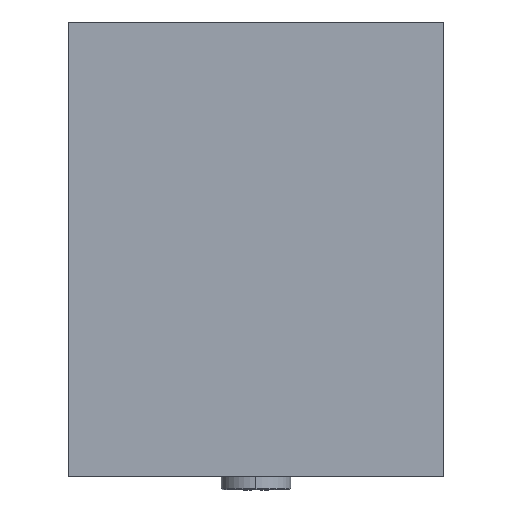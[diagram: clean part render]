
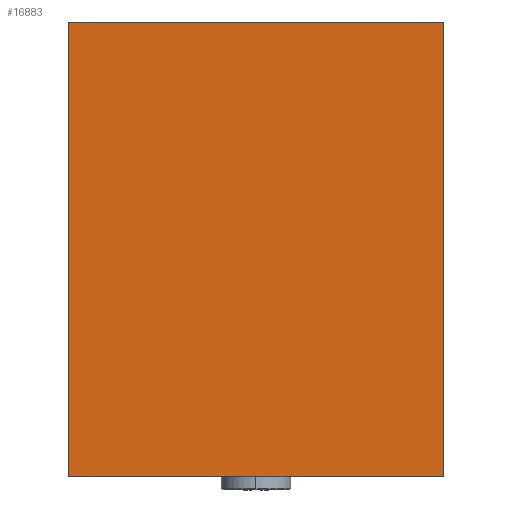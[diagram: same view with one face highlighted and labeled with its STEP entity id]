
A CAD part, left-side view. The second image highlights one B-rep face of the part: STEP entity #16883.
In plain terms, the highlighted face is planar.
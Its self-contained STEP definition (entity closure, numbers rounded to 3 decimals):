
#646 = ORIENTED_EDGE ( 'NONE', *, *, #21093, .T. ) ;
#938 = VERTEX_POINT ( 'NONE', #3357 ) ;
#1719 = LINE ( 'NONE', #15178, #38253 ) ;
#1838 = LINE ( 'NONE', #29895, #10386 ) ;
#2413 = VECTOR ( 'NONE', #37232, 1000. ) ;
#2901 = AXIS2_PLACEMENT_3D ( 'NONE', #37639, #6924, #20625 ) ;
#3357 = CARTESIAN_POINT ( 'NONE',  ( 205., 70., -84.7 ) ) ;
#4325 = VECTOR ( 'NONE', #37298, 1000. ) ;
#4691 = CARTESIAN_POINT ( 'NONE',  ( 205., -70., -84.7 ) ) ;
#4999 = ORIENTED_EDGE ( 'NONE', *, *, #32960, .T. ) ;
#6742 = CARTESIAN_POINT ( 'NONE',  ( 205., 70., 85. ) ) ;
#6924 = DIRECTION ( 'NONE',  ( 1., 0., 0. ) ) ;
#7592 = VECTOR ( 'NONE', #33454, 1000. ) ;
#7746 = CARTESIAN_POINT ( 'NONE',  ( 205., -70., 84.7 ) ) ;
#7794 = PLANE ( 'NONE',  #2901 ) ;
#8363 = CARTESIAN_POINT ( 'NONE',  ( 205., -77.35, 77.35 ) ) ;
#8625 = DIRECTION ( 'NONE',  ( 0., 0.707, -0.707 ) ) ;
#9632 = VECTOR ( 'NONE', #26473, 1000. ) ;
#9668 = LINE ( 'NONE', #23379, #7592 ) ;
#10386 = VECTOR ( 'NONE', #12383, 1000. ) ;
#10757 = LINE ( 'NONE', #6742, #2413 ) ;
#11358 = ORIENTED_EDGE ( 'NONE', *, *, #17071, .T. ) ;
#12383 = DIRECTION ( 'NONE',  ( 0., 0., 1. ) ) ;
#12532 = VERTEX_POINT ( 'NONE', #4691 ) ;
#12775 = CARTESIAN_POINT ( 'NONE',  ( 205., 77.35, 77.35 ) ) ;
#13468 = EDGE_CURVE ( 'NONE', #14780, #17207, #29836, .T. ) ;
#14770 = VERTEX_POINT ( 'NONE', #15374 ) ;
#14780 = VERTEX_POINT ( 'NONE', #39141 ) ;
#15178 = CARTESIAN_POINT ( 'NONE',  ( 205., 77.35, -77.35 ) ) ;
#15374 = CARTESIAN_POINT ( 'NONE',  ( 205., -69.7, -85. ) ) ;
#15587 = CARTESIAN_POINT ( 'NONE',  ( 205., -77.35, -77.35 ) ) ;
#16171 = EDGE_CURVE ( 'NONE', #36300, #12532, #17343, .T. ) ;
#16883 = ADVANCED_FACE ( 'NONE', ( #41672 ), #7794, .T. ) ;
#17071 = EDGE_CURVE ( 'NONE', #26334, #36300, #24985, .T. ) ;
#17207 = VERTEX_POINT ( 'NONE', #32364 ) ;
#17343 = LINE ( 'NONE', #27683, #4325 ) ;
#18731 = LINE ( 'NONE', #15587, #40879 ) ;
#20625 = DIRECTION ( 'NONE',  ( 0., 0., -1. ) ) ;
#20813 = ORIENTED_EDGE ( 'NONE', *, *, #32306, .T. ) ;
#21093 = EDGE_CURVE ( 'NONE', #12532, #14770, #18731, .T. ) ;
#21481 = DIRECTION ( 'NONE',  ( 0., 0.707, 0.707 ) ) ;
#23379 = CARTESIAN_POINT ( 'NONE',  ( 205., -70., -85. ) ) ;
#23457 = CARTESIAN_POINT ( 'NONE',  ( 205., -69.7, 85. ) ) ;
#23917 = ORIENTED_EDGE ( 'NONE', *, *, #13468, .T. ) ;
#24041 = CARTESIAN_POINT ( 'NONE',  ( 205., 69.7, -85. ) ) ;
#24479 = EDGE_LOOP ( 'NONE', ( #39271, #20813, #4999, #23917, #29821, #11358, #25564, #646 ) ) ;
#24985 = LINE ( 'NONE', #8363, #40172 ) ;
#25203 = DIRECTION ( 'NONE',  ( 0., -0.707, -0.707 ) ) ;
#25564 = ORIENTED_EDGE ( 'NONE', *, *, #16171, .T. ) ;
#26334 = VERTEX_POINT ( 'NONE', #23457 ) ;
#26473 = DIRECTION ( 'NONE',  ( 0., -0.707, 0.707 ) ) ;
#27683 = CARTESIAN_POINT ( 'NONE',  ( 205., -70., 85. ) ) ;
#29821 = ORIENTED_EDGE ( 'NONE', *, *, #30979, .T. ) ;
#29836 = LINE ( 'NONE', #12775, #9632 ) ;
#29895 = CARTESIAN_POINT ( 'NONE',  ( 205., 70., -85. ) ) ;
#30979 = EDGE_CURVE ( 'NONE', #17207, #26334, #10757, .T. ) ;
#31872 = VERTEX_POINT ( 'NONE', #24041 ) ;
#32306 = EDGE_CURVE ( 'NONE', #31872, #938, #1719, .T. ) ;
#32364 = CARTESIAN_POINT ( 'NONE',  ( 205., 69.7, 85. ) ) ;
#32960 = EDGE_CURVE ( 'NONE', #938, #14780, #1838, .T. ) ;
#33454 = DIRECTION ( 'NONE',  ( 0., 1., 0. ) ) ;
#36300 = VERTEX_POINT ( 'NONE', #7746 ) ;
#36496 = EDGE_CURVE ( 'NONE', #14770, #31872, #9668, .T. ) ;
#37232 = DIRECTION ( 'NONE',  ( 0., -1., 0. ) ) ;
#37298 = DIRECTION ( 'NONE',  ( 0., 0., -1. ) ) ;
#37639 = CARTESIAN_POINT ( 'NONE',  ( 205., 0., 0. ) ) ;
#38253 = VECTOR ( 'NONE', #21481, 1000. ) ;
#39141 = CARTESIAN_POINT ( 'NONE',  ( 205., 70., 84.7 ) ) ;
#39271 = ORIENTED_EDGE ( 'NONE', *, *, #36496, .T. ) ;
#40172 = VECTOR ( 'NONE', #25203, 1000. ) ;
#40879 = VECTOR ( 'NONE', #8625, 1000. ) ;
#41672 = FACE_OUTER_BOUND ( 'NONE', #24479, .T. ) ;
